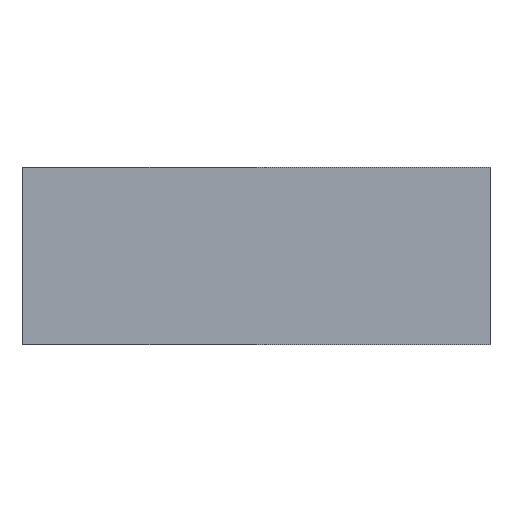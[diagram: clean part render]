
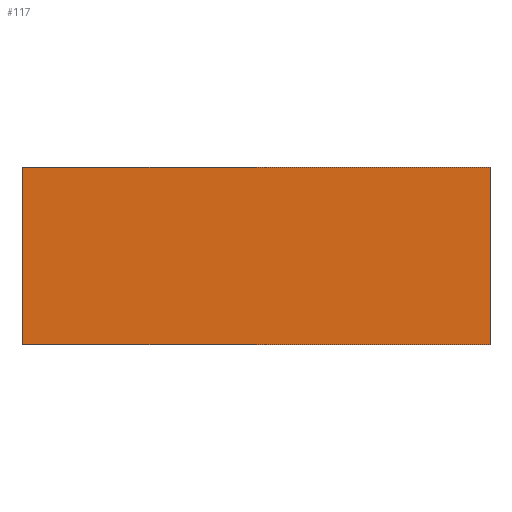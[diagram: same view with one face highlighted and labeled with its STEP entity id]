
A CAD part, front view. The second image highlights one B-rep face of the part: STEP entity #117.
In plain terms, the highlighted planar face has unit normal (0, -1, 0).
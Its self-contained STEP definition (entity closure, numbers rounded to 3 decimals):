
#21=FACE_OUTER_BOUND('',#28,.T.);
#28=EDGE_LOOP('',(#82,#83,#84,#85));
#35=LINE('',#188,#46);
#36=LINE('',#190,#47);
#37=LINE('',#192,#48);
#38=LINE('',#193,#49);
#46=VECTOR('',#153,10.);
#47=VECTOR('',#154,10.);
#48=VECTOR('',#155,10.);
#49=VECTOR('',#156,10.);
#57=VERTEX_POINT('',#186);
#58=VERTEX_POINT('',#187);
#59=VERTEX_POINT('',#189);
#60=VERTEX_POINT('',#191);
#67=EDGE_CURVE('',#57,#58,#35,.T.);
#68=EDGE_CURVE('',#58,#59,#36,.T.);
#69=EDGE_CURVE('',#59,#60,#37,.T.);
#70=EDGE_CURVE('',#60,#57,#38,.T.);
#82=ORIENTED_EDGE('',*,*,#67,.T.);
#83=ORIENTED_EDGE('',*,*,#68,.T.);
#84=ORIENTED_EDGE('',*,*,#69,.T.);
#85=ORIENTED_EDGE('',*,*,#70,.T.);
#112=PLANE('',#138);
#117=ADVANCED_FACE('',(#21),#112,.T.);
#138=AXIS2_PLACEMENT_3D('',#185,#151,#152);
#151=DIRECTION('center_axis',(0.,-1.,0.));
#152=DIRECTION('ref_axis',(0.,0.,-1.));
#153=DIRECTION('',(1.,0.,0.));
#154=DIRECTION('',(0.,0.,1.));
#155=DIRECTION('',(-1.,0.,0.));
#156=DIRECTION('',(0.,0.,-1.));
#185=CARTESIAN_POINT('Origin',(-2.5,-24.5,-13.9));
#186=CARTESIAN_POINT('',(-2.5,-24.5,-13.9));
#187=CARTESIAN_POINT('',(2.5,-24.5,-13.9));
#188=CARTESIAN_POINT('',(-2.5,-24.5,-13.9));
#189=CARTESIAN_POINT('',(2.5,-24.5,-12.));
#190=CARTESIAN_POINT('',(2.5,-24.5,-13.9));
#191=CARTESIAN_POINT('',(-2.5,-24.5,-12.));
#192=CARTESIAN_POINT('',(-2.5,-24.5,-12.));
#193=CARTESIAN_POINT('',(-2.5,-24.5,-13.9));
